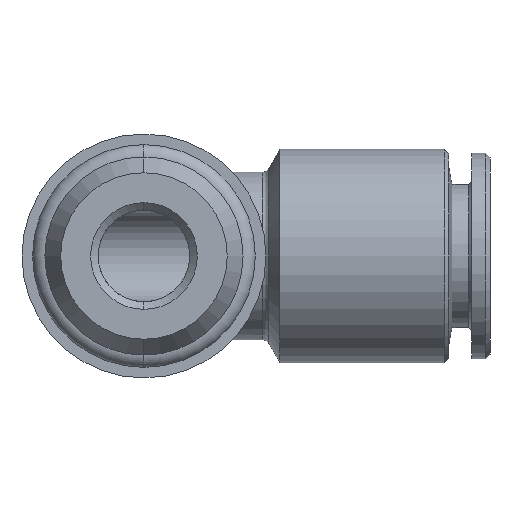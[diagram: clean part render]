
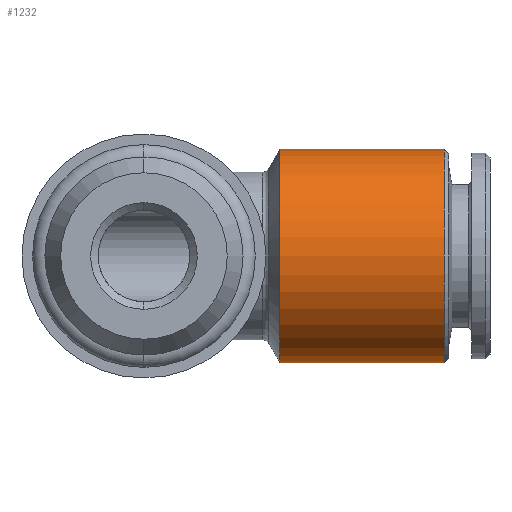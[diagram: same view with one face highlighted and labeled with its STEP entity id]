
A CAD part, front view. The second image highlights one B-rep face of the part: STEP entity #1232.
In plain terms, the highlighted cylindrical face has radius 7 mm (diameter 14 mm), a partial arc.
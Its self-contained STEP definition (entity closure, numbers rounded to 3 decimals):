
#835 = CARTESIAN_POINT ( 'NONE',  ( 8.923, 0., -7. ) ) ;
#952 = CARTESIAN_POINT ( 'NONE',  ( 8.923, 0., 7. ) ) ;
#995 = DIRECTION ( 'NONE',  ( -1., 0., 0. ) ) ;
#1012 = VECTOR ( 'NONE', #995, 1000. ) ;
#1013 = CARTESIAN_POINT ( 'NONE',  ( 0., 0., 7. ) ) ;
#1022 = LINE ( 'NONE', #1013, #1012 ) ;
#1038 = DIRECTION ( 'NONE',  ( -1., 0., 0. ) ) ;
#1039 = CARTESIAN_POINT ( 'NONE',  ( 0., 0., -7. ) ) ;
#1040 = CARTESIAN_POINT ( 'NONE',  ( 19.7, 0., 7. ) ) ;
#1044 = LINE ( 'NONE', #1039, #1046 ) ;
#1046 = VECTOR ( 'NONE', #1038, 1000. ) ;
#1094 = CARTESIAN_POINT ( 'NONE',  ( 19.7, 0., -7. ) ) ;
#1134 = ORIENTED_EDGE ( 'NONE', *, *, #1263, .T. ) ;
#1232 = ADVANCED_FACE ( 'NONE', ( #2713 ), #2745, .T. ) ;
#1261 = ORIENTED_EDGE ( 'NONE', *, *, #2286, .F. ) ;
#1263 = EDGE_CURVE ( 'NONE', #2306, #2281, #2910, .T. ) ;
#1271 = EDGE_LOOP ( 'NONE', ( #1261, #1134, #1277, #1288 ) ) ;
#1275 = EDGE_CURVE ( 'NONE', #2182, #2205, #2889, .T. ) ;
#1277 = ORIENTED_EDGE ( 'NONE', *, *, #2277, .T. ) ;
#1288 = ORIENTED_EDGE ( 'NONE', *, *, #1275, .T. ) ;
#2182 = VERTEX_POINT ( 'NONE', #952 ) ;
#2205 = VERTEX_POINT ( 'NONE', #835 ) ;
#2277 = EDGE_CURVE ( 'NONE', #2281, #2182, #1022, .T. ) ;
#2281 = VERTEX_POINT ( 'NONE', #1040 ) ;
#2286 = EDGE_CURVE ( 'NONE', #2306, #2205, #1044, .T. ) ;
#2306 = VERTEX_POINT ( 'NONE', #1094 ) ;
#2713 = FACE_OUTER_BOUND ( 'NONE', #1271, .T. ) ;
#2734 = DIRECTION ( 'NONE',  ( 0., 0., 1. ) ) ;
#2736 = CARTESIAN_POINT ( 'NONE',  ( 0., 0., 0. ) ) ;
#2743 = AXIS2_PLACEMENT_3D ( 'NONE', #2736, #2749, #2734 ) ;
#2745 = CYLINDRICAL_SURFACE ( 'NONE', #2743, 7. ) ;
#2749 = DIRECTION ( 'NONE',  ( -1., 0., 0. ) ) ;
#2873 = DIRECTION ( 'NONE',  ( 0., 0., 1. ) ) ;
#2881 = DIRECTION ( 'NONE',  ( -1., 0., 0. ) ) ;
#2887 = CARTESIAN_POINT ( 'NONE',  ( 8.923, 0., 0. ) ) ;
#2888 = AXIS2_PLACEMENT_3D ( 'NONE', #2887, #2905, #2903 ) ;
#2889 = CIRCLE ( 'NONE', #2888, 7. ) ;
#2903 = DIRECTION ( 'NONE',  ( 0., 0., -1. ) ) ;
#2905 = DIRECTION ( 'NONE',  ( 1., 0., 0. ) ) ;
#2908 = AXIS2_PLACEMENT_3D ( 'NONE', #2912, #2881, #2873 ) ;
#2910 = CIRCLE ( 'NONE', #2908, 7. ) ;
#2912 = CARTESIAN_POINT ( 'NONE',  ( 19.7, 0., 0. ) ) ;
